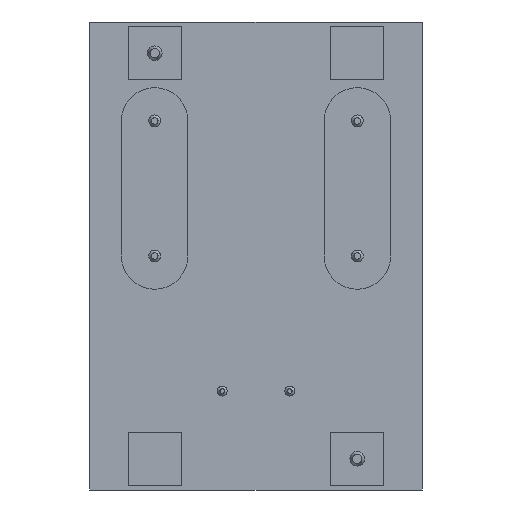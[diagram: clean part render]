
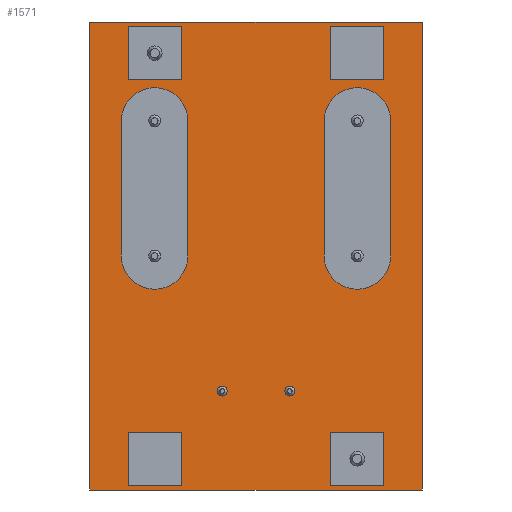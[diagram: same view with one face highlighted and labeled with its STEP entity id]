
A CAD part, front view. The second image highlights one B-rep face of the part: STEP entity #1571.
In plain terms, the highlighted planar face has unit normal (0, -1, 0).
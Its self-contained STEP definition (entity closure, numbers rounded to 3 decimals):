
#46=FACE_BOUND('',#262,.T.);
#47=FACE_BOUND('',#263,.T.);
#48=FACE_BOUND('',#264,.T.);
#49=FACE_BOUND('',#265,.T.);
#50=FACE_BOUND('',#266,.T.);
#51=FACE_BOUND('',#267,.T.);
#154=FACE_OUTER_BOUND('',#261,.T.);
#261=EDGE_LOOP('',(#1322,#1323,#1324,#1325));
#262=EDGE_LOOP('',(#1326,#1327,#1328,#1329));
#263=EDGE_LOOP('',(#1330,#1331,#1332,#1333));
#264=EDGE_LOOP('',(#1334,#1335,#1336,#1337));
#265=EDGE_LOOP('',(#1338,#1339,#1340,#1341));
#266=EDGE_LOOP('',(#1342,#1343,#1344,#1345));
#267=EDGE_LOOP('',(#1346,#1347,#1348,#1349));
#312=CIRCLE('',#1693,1.25);
#313=CIRCLE('',#1696,1.25);
#323=CIRCLE('',#1728,1.25);
#325=CIRCLE('',#1732,1.25);
#408=LINE('',#2429,#568);
#413=LINE('',#2438,#573);
#414=LINE('',#2442,#574);
#418=LINE('',#2450,#578);
#421=LINE('',#2456,#581);
#424=LINE('',#2461,#584);
#430=LINE('',#2485,#590);
#433=LINE('',#2492,#593);
#438=LINE('',#2517,#598);
#442=LINE('',#2525,#602);
#445=LINE('',#2531,#605);
#448=LINE('',#2536,#608);
#454=LINE('',#2551,#614);
#457=LINE('',#2556,#617);
#459=LINE('',#2560,#619);
#461=LINE('',#2563,#621);
#464=LINE('',#2579,#624);
#469=LINE('',#2593,#629);
#472=LINE('',#2603,#632);
#473=LINE('',#2604,#633);
#474=LINE('',#2607,#634);
#475=LINE('',#2609,#635);
#476=LINE('',#2611,#636);
#477=LINE('',#2612,#637);
#568=VECTOR('',#1976,10.);
#573=VECTOR('',#1983,10.);
#574=VECTOR('',#1986,10.);
#578=VECTOR('',#1992,10.);
#581=VECTOR('',#1997,10.);
#584=VECTOR('',#2002,10.);
#590=VECTOR('',#2026,10.);
#593=VECTOR('',#2035,10.);
#598=VECTOR('',#2066,10.);
#602=VECTOR('',#2072,10.);
#605=VECTOR('',#2077,10.);
#608=VECTOR('',#2082,10.);
#614=VECTOR('',#2094,10.);
#617=VECTOR('',#2099,10.);
#619=VECTOR('',#2103,10.);
#621=VECTOR('',#2107,10.);
#624=VECTOR('',#2124,10.);
#629=VECTOR('',#2137,10.);
#632=VECTOR('',#2150,10.);
#633=VECTOR('',#2151,10.);
#634=VECTOR('',#2152,10.);
#635=VECTOR('',#2153,10.);
#636=VECTOR('',#2154,10.);
#637=VECTOR('',#2155,10.);
#716=VERTEX_POINT('',#2426);
#717=VERTEX_POINT('',#2428);
#720=VERTEX_POINT('',#2436);
#721=VERTEX_POINT('',#2440);
#722=VERTEX_POINT('',#2441);
#725=VERTEX_POINT('',#2449);
#727=VERTEX_POINT('',#2455);
#735=VERTEX_POINT('',#2478);
#736=VERTEX_POINT('',#2479);
#737=VERTEX_POINT('',#2484);
#738=VERTEX_POINT('',#2488);
#744=VERTEX_POINT('',#2515);
#745=VERTEX_POINT('',#2516);
#748=VERTEX_POINT('',#2524);
#750=VERTEX_POINT('',#2530);
#756=VERTEX_POINT('',#2549);
#757=VERTEX_POINT('',#2550);
#758=VERTEX_POINT('',#2555);
#759=VERTEX_POINT('',#2559);
#764=VERTEX_POINT('',#2577);
#765=VERTEX_POINT('',#2578);
#768=VERTEX_POINT('',#2586);
#770=VERTEX_POINT('',#2592);
#772=VERTEX_POINT('',#2602);
#773=VERTEX_POINT('',#2605);
#774=VERTEX_POINT('',#2606);
#775=VERTEX_POINT('',#2608);
#776=VERTEX_POINT('',#2610);
#886=EDGE_CURVE('',#717,#716,#408,.T.);
#891=EDGE_CURVE('',#716,#720,#413,.T.);
#892=EDGE_CURVE('',#721,#722,#414,.T.);
#896=EDGE_CURVE('',#722,#725,#418,.T.);
#899=EDGE_CURVE('',#725,#727,#421,.T.);
#902=EDGE_CURVE('',#727,#721,#424,.T.);
#910=EDGE_CURVE('',#735,#736,#312,.T.);
#913=EDGE_CURVE('',#737,#735,#430,.T.);
#915=EDGE_CURVE('',#738,#737,#313,.T.);
#917=EDGE_CURVE('',#736,#738,#433,.T.);
#927=EDGE_CURVE('',#744,#745,#438,.T.);
#931=EDGE_CURVE('',#745,#748,#442,.T.);
#934=EDGE_CURVE('',#748,#750,#445,.T.);
#937=EDGE_CURVE('',#750,#744,#448,.T.);
#943=EDGE_CURVE('',#756,#757,#454,.T.);
#946=EDGE_CURVE('',#758,#756,#457,.T.);
#948=EDGE_CURVE('',#759,#758,#459,.T.);
#950=EDGE_CURVE('',#757,#759,#461,.T.);
#957=EDGE_CURVE('',#764,#765,#464,.T.);
#961=EDGE_CURVE('',#765,#768,#323,.T.);
#964=EDGE_CURVE('',#768,#770,#469,.T.);
#967=EDGE_CURVE('',#770,#764,#325,.T.);
#969=EDGE_CURVE('',#772,#720,#472,.T.);
#970=EDGE_CURVE('',#717,#772,#473,.T.);
#971=EDGE_CURVE('',#773,#774,#474,.T.);
#972=EDGE_CURVE('',#774,#775,#475,.T.);
#973=EDGE_CURVE('',#775,#776,#476,.T.);
#974=EDGE_CURVE('',#776,#773,#477,.T.);
#1322=ORIENTED_EDGE('',*,*,#891,.T.);
#1323=ORIENTED_EDGE('',*,*,#969,.F.);
#1324=ORIENTED_EDGE('',*,*,#970,.F.);
#1325=ORIENTED_EDGE('',*,*,#886,.T.);
#1326=ORIENTED_EDGE('',*,*,#892,.T.);
#1327=ORIENTED_EDGE('',*,*,#896,.T.);
#1328=ORIENTED_EDGE('',*,*,#899,.T.);
#1329=ORIENTED_EDGE('',*,*,#902,.T.);
#1330=ORIENTED_EDGE('',*,*,#910,.T.);
#1331=ORIENTED_EDGE('',*,*,#917,.T.);
#1332=ORIENTED_EDGE('',*,*,#915,.T.);
#1333=ORIENTED_EDGE('',*,*,#913,.T.);
#1334=ORIENTED_EDGE('',*,*,#927,.T.);
#1335=ORIENTED_EDGE('',*,*,#931,.T.);
#1336=ORIENTED_EDGE('',*,*,#934,.T.);
#1337=ORIENTED_EDGE('',*,*,#937,.T.);
#1338=ORIENTED_EDGE('',*,*,#943,.T.);
#1339=ORIENTED_EDGE('',*,*,#950,.T.);
#1340=ORIENTED_EDGE('',*,*,#948,.T.);
#1341=ORIENTED_EDGE('',*,*,#946,.T.);
#1342=ORIENTED_EDGE('',*,*,#957,.T.);
#1343=ORIENTED_EDGE('',*,*,#961,.T.);
#1344=ORIENTED_EDGE('',*,*,#964,.T.);
#1345=ORIENTED_EDGE('',*,*,#967,.T.);
#1346=ORIENTED_EDGE('',*,*,#971,.T.);
#1347=ORIENTED_EDGE('',*,*,#972,.T.);
#1348=ORIENTED_EDGE('',*,*,#973,.T.);
#1349=ORIENTED_EDGE('',*,*,#974,.T.);
#1474=PLANE('',#1735);
#1571=ADVANCED_FACE('',(#154,#46,#47,#48,#49,#50,#51),#1474,.T.);
#1693=AXIS2_PLACEMENT_3D('',#2480,#2020,#2021);
#1696=AXIS2_PLACEMENT_3D('',#2489,#2030,#2031);
#1728=AXIS2_PLACEMENT_3D('',#2587,#2130,#2131);
#1732=AXIS2_PLACEMENT_3D('',#2598,#2142,#2143);
#1735=AXIS2_PLACEMENT_3D('',#2601,#2148,#2149);
#1976=DIRECTION('',(1.,0.,0.));
#1983=DIRECTION('',(0.,0.,1.));
#1986=DIRECTION('',(0.,0.,1.));
#1992=DIRECTION('',(1.,0.,0.));
#1997=DIRECTION('',(0.,0.,-1.));
#2002=DIRECTION('',(-1.,0.,0.));
#2020=DIRECTION('center_axis',(0.,1.,0.));
#2021=DIRECTION('ref_axis',(1.,0.,0.));
#2026=DIRECTION('',(0.,0.,1.));
#2030=DIRECTION('center_axis',(0.,1.,0.));
#2031=DIRECTION('ref_axis',(-1.,0.,0.));
#2035=DIRECTION('',(0.,0.,-1.));
#2066=DIRECTION('',(1.,0.,0.));
#2072=DIRECTION('',(0.,0.,-1.));
#2077=DIRECTION('',(-1.,0.,0.));
#2082=DIRECTION('',(0.,0.,1.));
#2094=DIRECTION('',(-1.,0.,0.));
#2099=DIRECTION('',(0.,0.,-1.));
#2103=DIRECTION('',(1.,0.,0.));
#2107=DIRECTION('',(0.,0.,1.));
#2124=DIRECTION('',(0.,0.,1.));
#2130=DIRECTION('center_axis',(0.,1.,0.));
#2131=DIRECTION('ref_axis',(1.,0.,0.));
#2137=DIRECTION('',(0.,0.,-1.));
#2142=DIRECTION('center_axis',(0.,1.,0.));
#2143=DIRECTION('ref_axis',(-1.,0.,0.));
#2148=DIRECTION('center_axis',(0.,-1.,0.));
#2149=DIRECTION('ref_axis',(0.,0.,-1.));
#2150=DIRECTION('',(1.,0.,0.));
#2151=DIRECTION('',(0.,0.,1.));
#2152=DIRECTION('',(0.,0.,1.));
#2153=DIRECTION('',(1.,0.,0.));
#2154=DIRECTION('',(0.,0.,-1.));
#2155=DIRECTION('',(-1.,0.,0.));
#2426=CARTESIAN_POINT('',(6.25,0.,-8.8));
#2428=CARTESIAN_POINT('',(-6.25,0.,-8.8));
#2429=CARTESIAN_POINT('',(-6.25,0.,-8.8));
#2436=CARTESIAN_POINT('',(6.25,0.,8.8));
#2438=CARTESIAN_POINT('',(6.25,0.,4.4));
#2440=CARTESIAN_POINT('',(2.81,0.,6.625));
#2441=CARTESIAN_POINT('',(2.81,0.,8.625));
#2442=CARTESIAN_POINT('',(2.81,0.,8.713));
#2449=CARTESIAN_POINT('',(4.81,0.,8.625));
#2450=CARTESIAN_POINT('',(-0.72,0.,8.625));
#2455=CARTESIAN_POINT('',(4.81,0.,6.625));
#2456=CARTESIAN_POINT('',(4.81,0.,7.713));
#2461=CARTESIAN_POINT('',(-1.72,0.,6.625));
#2478=CARTESIAN_POINT('',(2.56,0.,5.08));
#2479=CARTESIAN_POINT('',(5.06,0.,5.08));
#2480=CARTESIAN_POINT('Origin',(3.81,0.,5.08));
#2484=CARTESIAN_POINT('',(2.56,0.,0.));
#2485=CARTESIAN_POINT('',(2.56,0.,6.94));
#2488=CARTESIAN_POINT('',(5.06,0.,0.));
#2489=CARTESIAN_POINT('Origin',(3.81,0.,0.));
#2492=CARTESIAN_POINT('',(5.06,0.,4.4));
#2515=CARTESIAN_POINT('',(2.81,0.,-6.625));
#2516=CARTESIAN_POINT('',(4.81,0.,-6.625));
#2517=CARTESIAN_POINT('',(-0.72,0.,-6.625));
#2524=CARTESIAN_POINT('',(4.81,0.,-8.625));
#2525=CARTESIAN_POINT('',(4.81,0.,0.087));
#2530=CARTESIAN_POINT('',(2.81,0.,-8.625));
#2531=CARTESIAN_POINT('',(-1.72,0.,-8.625));
#2536=CARTESIAN_POINT('',(2.81,0.,1.087));
#2549=CARTESIAN_POINT('',(-2.81,0.,-8.625));
#2550=CARTESIAN_POINT('',(-4.81,0.,-8.625));
#2551=CARTESIAN_POINT('',(-5.53,0.,-8.625));
#2555=CARTESIAN_POINT('',(-2.81,0.,-6.625));
#2556=CARTESIAN_POINT('',(-2.81,0.,0.087));
#2559=CARTESIAN_POINT('',(-4.81,0.,-6.625));
#2560=CARTESIAN_POINT('',(-4.53,0.,-6.625));
#2563=CARTESIAN_POINT('',(-4.81,0.,1.087));
#2577=CARTESIAN_POINT('',(-5.06,0.,0.));
#2578=CARTESIAN_POINT('',(-5.06,0.,5.08));
#2579=CARTESIAN_POINT('',(-5.06,0.,6.94));
#2586=CARTESIAN_POINT('',(-2.56,0.,5.08));
#2587=CARTESIAN_POINT('Origin',(-3.81,0.,
5.08));
#2592=CARTESIAN_POINT('',(-2.56,0.,0.));
#2593=CARTESIAN_POINT('',(-2.56,0.,4.4));
#2598=CARTESIAN_POINT('Origin',(-3.81,0.,0.));
#2601=CARTESIAN_POINT('Origin',(-6.25,0.,8.8));
#2602=CARTESIAN_POINT('',(-6.25,0.,8.8));
#2603=CARTESIAN_POINT('',(-6.25,0.,8.8));
#2604=CARTESIAN_POINT('',(-6.25,0.,-8.8));
#2605=CARTESIAN_POINT('',(-4.81,0.,6.625));
#2606=CARTESIAN_POINT('',(-4.81,0.,8.625));
#2607=CARTESIAN_POINT('',(-4.81,0.,8.713));
#2608=CARTESIAN_POINT('',(-2.81,0.,8.625));
#2609=CARTESIAN_POINT('',(-4.53,0.,8.625));
#2610=CARTESIAN_POINT('',(-2.81,0.,6.625));
#2611=CARTESIAN_POINT('',(-2.81,0.,7.713));
#2612=CARTESIAN_POINT('',(-5.53,0.,6.625));
